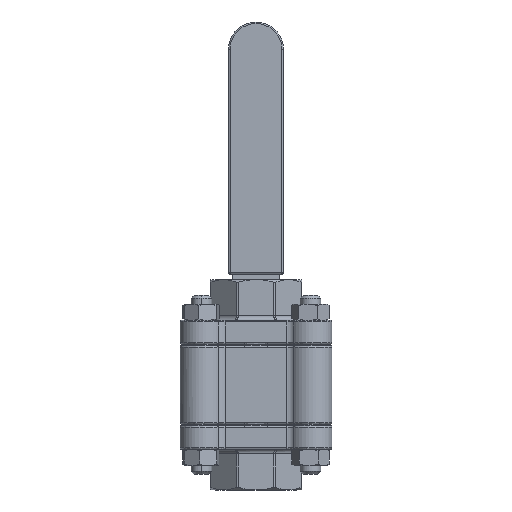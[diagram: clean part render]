
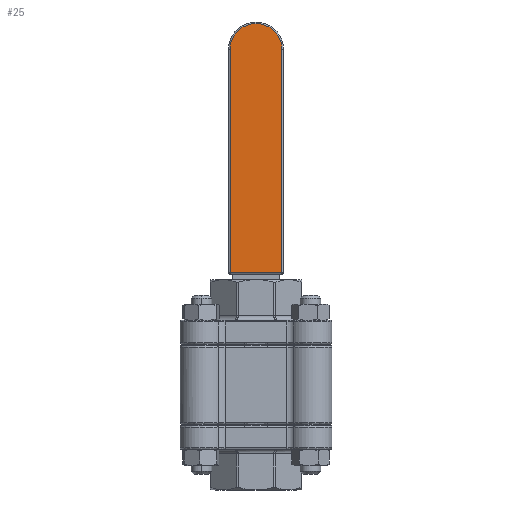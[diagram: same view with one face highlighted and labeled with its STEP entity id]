
A CAD part, front view. The second image highlights one B-rep face of the part: STEP entity #25.
In plain terms, the highlighted planar face has unit normal (0, -1, 0).
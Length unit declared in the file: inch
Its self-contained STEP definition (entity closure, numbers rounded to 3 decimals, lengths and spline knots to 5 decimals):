
#25 = ADVANCED_FACE ( 'NONE', ( #64393 ), #58133, .F. ) ;
#2671 = DIRECTION ( 'NONE',  ( 1., 0., 0. ) ) ;
#2861 = VECTOR ( 'NONE', #28907, 39.37008 ) ;
#3183 = VECTOR ( 'NONE', #2671, 39.37008 ) ;
#4211 = CARTESIAN_POINT ( 'NONE',  ( 3.39174, 6.79459, 13.44329 ) ) ;
#5049 = LINE ( 'NONE', #34426, #2861 ) ;
#5844 = CARTESIAN_POINT ( 'NONE',  ( 2.70111, 6.79459, 6.82203 ) ) ;
#8441 = CARTESIAN_POINT ( 'NONE',  ( 4.08237, 6.79459, 12.75266 ) ) ;
#9720 = VERTEX_POINT ( 'NONE', #4211 ) ;
#10127 = DIRECTION ( 'NONE',  ( 0., 0., 1. ) ) ;
#15289 = AXIS2_PLACEMENT_3D ( 'NONE', #16860, #20752, #10127 ) ;
#16860 = CARTESIAN_POINT ( 'NONE',  ( 3.39174, 6.79459, 12.75266 ) ) ;
#16938 = CARTESIAN_POINT ( 'NONE',  ( 3.39174, 6.79459, 12.75266 ) ) ;
#18796 = EDGE_CURVE ( 'NONE', #25092, #64589, #27727, .T. ) ;
#20752 = DIRECTION ( 'NONE',  ( 0., -1., 0. ) ) ;
#21007 = VERTEX_POINT ( 'NONE', #8441 ) ;
#21536 = CARTESIAN_POINT ( 'NONE',  ( 4.08237, 6.79459, 12.75266 ) ) ;
#25092 = VERTEX_POINT ( 'NONE', #5844 ) ;
#25406 = VERTEX_POINT ( 'NONE', #26674 ) ;
#26674 = CARTESIAN_POINT ( 'NONE',  ( 2.70111, 6.79459, 12.75266 ) ) ;
#26894 = ORIENTED_EDGE ( 'NONE', *, *, #56728, .T. ) ;
#27727 = LINE ( 'NONE', #44587, #3183 ) ;
#28116 = AXIS2_PLACEMENT_3D ( 'NONE', #16938, #75050, #40517 ) ;
#28907 = DIRECTION ( 'NONE',  ( 0., 0., -1. ) ) ;
#30180 = EDGE_LOOP ( 'NONE', ( #52535, #72317, #33656, #58859, #26894 ) ) ;
#30720 = AXIS2_PLACEMENT_3D ( 'NONE', #40874, #47537, #64764 ) ;
#33656 = ORIENTED_EDGE ( 'NONE', *, *, #45734, .T. ) ;
#34426 = CARTESIAN_POINT ( 'NONE',  ( 2.70111, 6.79459, 12.75266 ) ) ;
#40517 = DIRECTION ( 'NONE',  ( 0., 0., 1. ) ) ;
#40874 = CARTESIAN_POINT ( 'NONE',  ( 3.39174, 6.79459, 12.75266 ) ) ;
#41880 = CIRCLE ( 'NONE', #28116, 0.69063 ) ;
#43473 = VECTOR ( 'NONE', #56373, 39.37008 ) ;
#44587 = CARTESIAN_POINT ( 'NONE',  ( 3.39174, 6.79459, 6.82203 ) ) ;
#45734 = EDGE_CURVE ( 'NONE', #64589, #21007, #63093, .T. ) ;
#47537 = DIRECTION ( 'NONE',  ( 0., 1., 0. ) ) ;
#47943 = CARTESIAN_POINT ( 'NONE',  ( 4.08237, 6.79459, 6.82203 ) ) ;
#51571 = CIRCLE ( 'NONE', #15289, 0.69063 ) ;
#52535 = ORIENTED_EDGE ( 'NONE', *, *, #72129, .T. ) ;
#56373 = DIRECTION ( 'NONE',  ( 0., 0., 1. ) ) ;
#56728 = EDGE_CURVE ( 'NONE', #9720, #25406, #41880, .T. ) ;
#58133 = PLANE ( 'NONE',  #30720 ) ;
#58859 = ORIENTED_EDGE ( 'NONE', *, *, #63233, .T. ) ;
#63093 = LINE ( 'NONE', #21536, #43473 ) ;
#63233 = EDGE_CURVE ( 'NONE', #21007, #9720, #51571, .T. ) ;
#64393 = FACE_OUTER_BOUND ( 'NONE', #30180, .T. ) ;
#64589 = VERTEX_POINT ( 'NONE', #47943 ) ;
#64764 = DIRECTION ( 'NONE',  ( 0., 0., 1. ) ) ;
#72129 = EDGE_CURVE ( 'NONE', #25406, #25092, #5049, .T. ) ;
#72317 = ORIENTED_EDGE ( 'NONE', *, *, #18796, .T. ) ;
#75050 = DIRECTION ( 'NONE',  ( 0., -1., 0. ) ) ;
